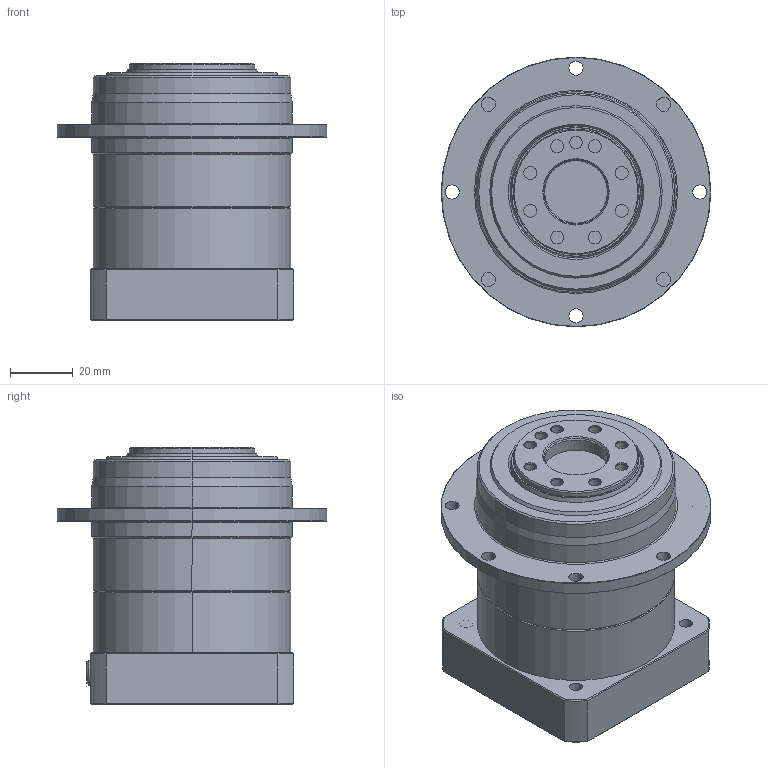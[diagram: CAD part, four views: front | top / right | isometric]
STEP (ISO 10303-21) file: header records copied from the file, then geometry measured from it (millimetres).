
FILE_DESCRIPTION (( 'STEP AP214' ), '1' );
FILE_NAME ('PGD064-10A2.STEP', '2015-07-01T19:31:13', ( '' ), ( '' ), 'SwSTEP 2.0', 'SolidWorks 2015', '' );
FILE_SCHEMA (( 'AUTOMOTIVE_DESIGN' ));
Length unit declared in the file: millimetre
Products named in the file (1): PGD064-10A2
Bounding box: 86 x 86 x 82 mm (x, y, z)
Volume: 251465.6 mm3; surface area: 42273.2 mm2
Topology: 10 solids, 20 shells, 372 faces, 851 edges, 524 vertices
Faces by surface type: cylinder 150, plane 127, cone 69, torus 26
Entity records: 10785 total; most frequent: CARTESIAN_POINT 2039, DIRECTION 1928, ORIENTED_EDGE 1658, EDGE_CURVE 829, AXIS2_PLACEMENT_3D 771, VERTEX_POINT 524, EDGE_LOOP 451, CIRCLE 398
